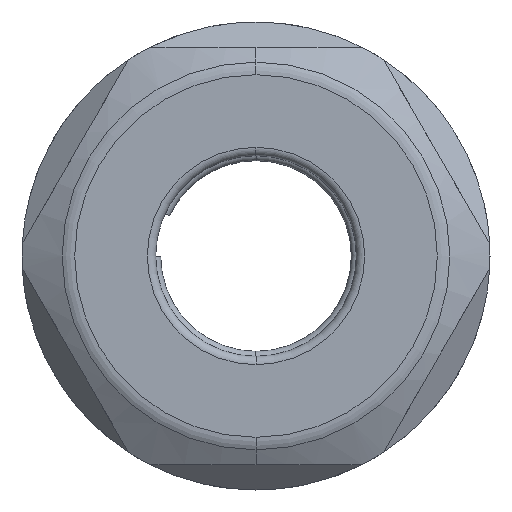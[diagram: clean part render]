
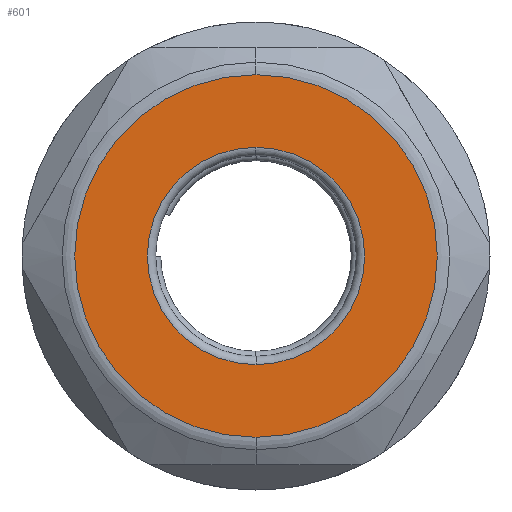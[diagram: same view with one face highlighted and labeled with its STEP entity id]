
A CAD part, left-side view. The second image highlights one B-rep face of the part: STEP entity #601.
In plain terms, the highlighted planar face has unit normal (-1, 0, 0).
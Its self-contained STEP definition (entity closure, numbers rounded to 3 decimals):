
#262 = AXIS2_PLACEMENT_3D ( 'NONE', #2564, #2588, #2596 ) ;
#272 = AXIS2_PLACEMENT_3D ( 'NONE', #565, #539, #562 ) ;
#313 = AXIS2_PLACEMENT_3D ( 'NONE', #1754, #1708, #1682 ) ;
#318 = AXIS2_PLACEMENT_3D ( 'NONE', #1439, #1411, #1372 ) ;
#539 = DIRECTION ( 'NONE',  ( -1., 0., 0. ) ) ;
#562 = DIRECTION ( 'NONE',  ( 0., 0., -1. ) ) ;
#565 = CARTESIAN_POINT ( 'NONE',  ( 0., 0., 0. ) ) ;
#601 = ADVANCED_FACE ( 'NONE', ( #3124, #3125 ), #3950, .F. ) ;
#1017 = AXIS2_PLACEMENT_3D ( 'NONE', #3940, #3945, #3934 ) ;
#1056 = EDGE_CURVE ( 'NONE', #3777, #3036, #3365, .T. ) ;
#1067 = EDGE_CURVE ( 'NONE', #3791, #3809, #3338, .T. ) ;
#1133 = EDGE_CURVE ( 'NONE', #3809, #3791, #3433, .T. ) ;
#1154 = EDGE_CURVE ( 'NONE', #3036, #3777, #3456, .T. ) ;
#1372 = DIRECTION ( 'NONE',  ( 0., 0., -1. ) ) ;
#1411 = DIRECTION ( 'NONE',  ( -1., 0., 0. ) ) ;
#1439 = CARTESIAN_POINT ( 'NONE',  ( 0., 0., 0. ) ) ;
#1682 = DIRECTION ( 'NONE',  ( 0., 0., -1. ) ) ;
#1708 = DIRECTION ( 'NONE',  ( 1., 0., 0. ) ) ;
#1754 = CARTESIAN_POINT ( 'NONE',  ( 0., 0., 0. ) ) ;
#2122 = CARTESIAN_POINT ( 'NONE',  ( 0., 0., -10.848 ) ) ;
#2134 = CARTESIAN_POINT ( 'NONE',  ( 0., 0., -6.5 ) ) ;
#2136 = CARTESIAN_POINT ( 'NONE',  ( 0., 0., 10.848 ) ) ;
#2180 = CARTESIAN_POINT ( 'NONE',  ( 0., 0., 6.5 ) ) ;
#2564 = CARTESIAN_POINT ( 'NONE',  ( 0., 0., 0. ) ) ;
#2588 = DIRECTION ( 'NONE',  ( 1., 0., 0. ) ) ;
#2596 = DIRECTION ( 'NONE',  ( 0., 0., -1. ) ) ;
#2912 = ORIENTED_EDGE ( 'NONE', *, *, #1133, .T. ) ;
#2916 = ORIENTED_EDGE ( 'NONE', *, *, #1056, .T. ) ;
#2927 = ORIENTED_EDGE ( 'NONE', *, *, #1067, .T. ) ;
#2960 = ORIENTED_EDGE ( 'NONE', *, *, #1154, .T. ) ;
#3036 = VERTEX_POINT ( 'NONE', #2122 ) ;
#3120 = EDGE_LOOP ( 'NONE', ( #2960, #2916 ) ) ;
#3124 = FACE_OUTER_BOUND ( 'NONE', #3120, .T. ) ;
#3125 = FACE_BOUND ( 'NONE', #3127, .T. ) ;
#3127 = EDGE_LOOP ( 'NONE', ( #2927, #2912 ) ) ;
#3338 = CIRCLE ( 'NONE', #262, 6.5 ) ;
#3365 = CIRCLE ( 'NONE', #272, 10.848 ) ;
#3433 = CIRCLE ( 'NONE', #313, 6.5 ) ;
#3456 = CIRCLE ( 'NONE', #318, 10.848 ) ;
#3777 = VERTEX_POINT ( 'NONE', #2136 ) ;
#3791 = VERTEX_POINT ( 'NONE', #2134 ) ;
#3809 = VERTEX_POINT ( 'NONE', #2180 ) ;
#3934 = DIRECTION ( 'NONE',  ( 0., 0., -1. ) ) ;
#3940 = CARTESIAN_POINT ( 'NONE',  ( 0., 6., 0. ) ) ;
#3945 = DIRECTION ( 'NONE',  ( 1., 0., 0. ) ) ;
#3950 = PLANE ( 'NONE',  #1017 ) ;
